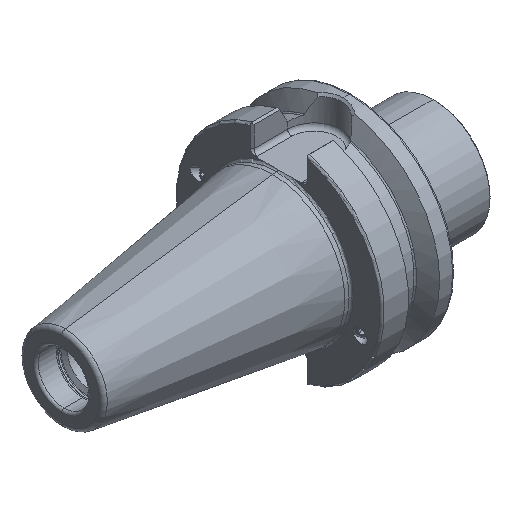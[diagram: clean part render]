
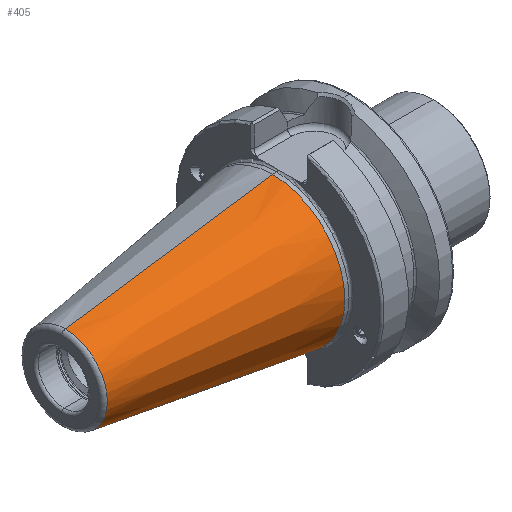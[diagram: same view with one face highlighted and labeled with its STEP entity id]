
A CAD part, isometric view. The second image highlights one B-rep face of the part: STEP entity #405.
In plain terms, the highlighted conical face has half-angle 8.297 degrees and reference radius 34.925 mm.
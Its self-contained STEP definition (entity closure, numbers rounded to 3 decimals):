
#236 = DIRECTION ( 'NONE',  ( 0.99, 0., 0.144 ) ) ;
#405 = ADVANCED_FACE ( 'NONE', ( #2897 ), #3006, .T. ) ;
#487 = DIRECTION ( 'NONE',  ( 0., 0., -1. ) ) ;
#502 = VECTOR ( 'NONE', #236, 1000. ) ;
#532 = CARTESIAN_POINT ( 'NONE',  ( 0., 0., 0. ) ) ;
#715 = AXIS2_PLACEMENT_3D ( 'NONE', #5593, #2232, #6158 ) ;
#1256 = VERTEX_POINT ( 'NONE', #4644 ) ;
#1348 = ORIENTED_EDGE ( 'NONE', *, *, #1553, .T. ) ;
#1418 = AXIS2_PLACEMENT_3D ( 'NONE', #2852, #6793, #3418 ) ;
#1553 = EDGE_CURVE ( 'NONE', #2249, #7171, #3534, .T. ) ;
#1679 = ORIENTED_EDGE ( 'NONE', *, *, #6572, .F. ) ;
#1912 = ORIENTED_EDGE ( 'NONE', *, *, #3237, .T. ) ;
#2151 = CIRCLE ( 'NONE', #715, 34.925 ) ;
#2232 = DIRECTION ( 'NONE',  ( -1., 0., 0. ) ) ;
#2249 = VERTEX_POINT ( 'NONE', #6318 ) ;
#2852 = CARTESIAN_POINT ( 'NONE',  ( -100.089, 0., 0. ) ) ;
#2890 = DIRECTION ( 'NONE',  ( 1., 0., 0. ) ) ;
#2897 = FACE_OUTER_BOUND ( 'NONE', #3415, .T. ) ;
#2997 = CARTESIAN_POINT ( 'NONE',  ( 0., 0., 34.925 ) ) ;
#3006 = CONICAL_SURFACE ( 'NONE', #3332, 34.925, 0.145 ) ;
#3237 = EDGE_CURVE ( 'NONE', #7171, #6721, #2151, .T. ) ;
#3332 = AXIS2_PLACEMENT_3D ( 'NONE', #532, #2890, #487 ) ;
#3415 = EDGE_LOOP ( 'NONE', ( #5025, #1679, #1348, #1912 ) ) ;
#3418 = DIRECTION ( 'NONE',  ( 0., 0., 1. ) ) ;
#3473 = LINE ( 'NONE', #2997, #502 ) ;
#3534 = LINE ( 'NONE', #3773, #5020 ) ;
#3595 = DIRECTION ( 'NONE',  ( 0.99, 0., -0.144 ) ) ;
#3773 = CARTESIAN_POINT ( 'NONE',  ( 0., 0., -34.925 ) ) ;
#4122 = CARTESIAN_POINT ( 'NONE',  ( 0., 0., 34.925 ) ) ;
#4644 = CARTESIAN_POINT ( 'NONE',  ( -100.089, 0., 20.329 ) ) ;
#5020 = VECTOR ( 'NONE', #3595, 1000. ) ;
#5025 = ORIENTED_EDGE ( 'NONE', *, *, #6341, .F. ) ;
#5593 = CARTESIAN_POINT ( 'NONE',  ( 0., 0., 0. ) ) ;
#6158 = DIRECTION ( 'NONE',  ( 0., 0., 1. ) ) ;
#6318 = CARTESIAN_POINT ( 'NONE',  ( -100.089, 0., -20.329 ) ) ;
#6341 = EDGE_CURVE ( 'NONE', #1256, #6721, #3473, .T. ) ;
#6572 = EDGE_CURVE ( 'NONE', #2249, #1256, #6724, .T. ) ;
#6721 = VERTEX_POINT ( 'NONE', #4122 ) ;
#6724 = CIRCLE ( 'NONE', #1418, 20.329 ) ;
#6731 = CARTESIAN_POINT ( 'NONE',  ( 0., 0., -34.925 ) ) ;
#6793 = DIRECTION ( 'NONE',  ( -1., 0., 0. ) ) ;
#7171 = VERTEX_POINT ( 'NONE', #6731 ) ;
